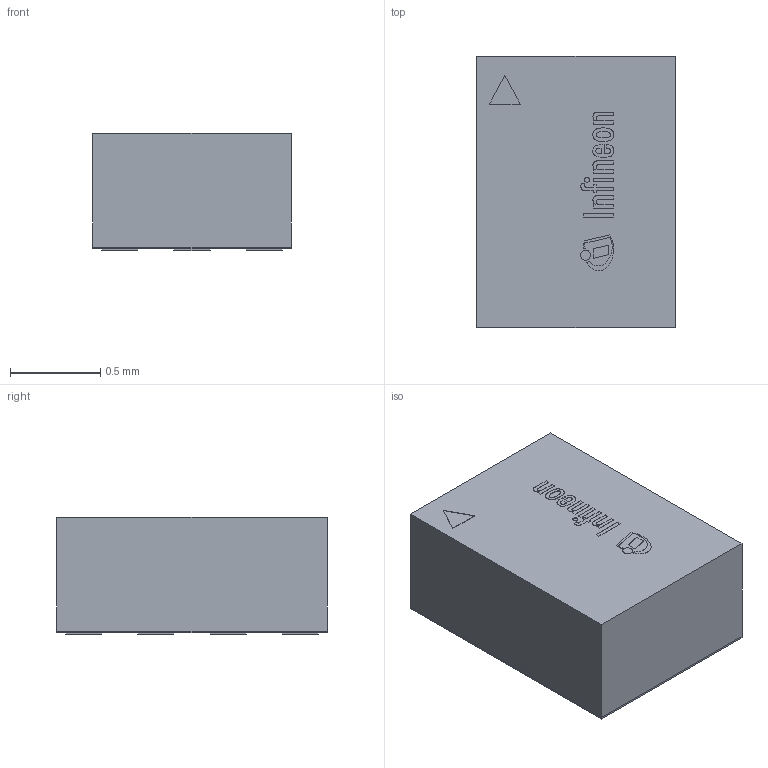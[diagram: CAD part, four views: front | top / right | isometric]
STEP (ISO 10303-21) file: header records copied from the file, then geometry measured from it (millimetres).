
FILE_DESCRIPTION(/* description */ (''),/* implementation_level */ '2;1');
FILE_NAME(/* name */ 'PG-ATSLP-10-3_Z8B00181486_V02_3D.stp',/* time_stamp */ '2020-04-16T06:56:18+05:00',/* author */ ('janartha'),/* organization */ (''),/* preprocessor_version */ 'ST-DEVELOPER v16.13',/* originating_system */ 'AutoCAD Mechanical',/* authorisation */ '');
FILE_SCHEMA (('AUTOMOTIVE_DESIGN { 1 0 10303 214 3 1 1 }'));
Length unit declared in the file: millimetre
Products named in the file (1): Product
Bounding box: 1.1 x 1.5 x 0.65 mm (x, y, z)
Volume: 1.1 mm3; surface area: 10.9 mm2
Topology: 25 solids, 25 shells, 284 faces, 699 edges, 466 vertices
Faces by surface type: plane 168, cylinder 116
Full cylindrical faces by diameter (mm): 0.027 x1, 0.055 x1
Entity records: 8457 total; most frequent: DIRECTION 1499, CARTESIAN_POINT 1448, ORIENTED_EDGE 1394, EDGE_CURVE 697, AXIS2_PLACEMENT_3D 517, VERTEX_POINT 466, LINE 465, VECTOR 465
